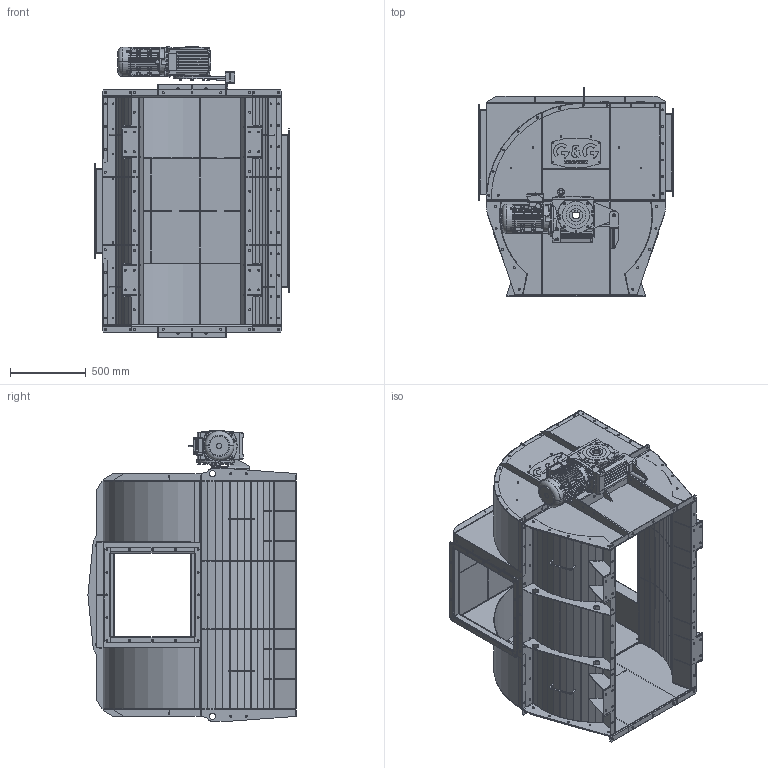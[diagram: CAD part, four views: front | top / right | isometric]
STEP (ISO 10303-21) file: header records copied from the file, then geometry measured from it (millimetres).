
FILE_DESCRIPTION (( 'STEP AP203' ), '1' );
FILE_NAME ('RS0009.STEP', '2023-11-29T08:16:50', ( '' ), ( '' ), 'SwSTEP 2.0', 'SolidWorks 2022', '' );
FILE_SCHEMA (( 'CONFIG_CONTROL_DESIGN' ));
Length unit declared in the file: millimetre
Products named in the file (49): RS-S163-15 - FLANGE_Výchozí; RS-S163-02 - COVER_Výchozí; PERO 18e7 x 11 x 200_Výchozí; RS-M002-16 - ASSY COVER; RS-S166-01 - SIDE_Výchozí; RS-S166-00 - WLDM SIDE; SK32100AZD-100LPTF (2)_Výchozí; RS-S163-10 - STRIP_Výchozí; NUT WELD - NW_M8; RS-S163-12 - STRIP_Výchozí; RS-S164-11 - FLANGE_Výchozí; SK32100AZD-100LPTF_Výchozí; RU-D001-93 - PLACKA LOGO XM_NEREZ; RS-S103-00 - WLDM ANCHOR 125_Výchozí; RS-S163-08 - COVER-MIRR_Výchozí; RS-S157-01 - COVER_Výchozí; RS-S167-04 - SUPPORT_Výchozí; RS-S156-03 - STRIP_Výchozí; RS-S163-00 - WLDM COVER; RS-S161-00 - WLDM FRONT; RS-S156-01 - COVER_Výchozí; RS-S156-00 - WLDM SIDE COVER_Výchozí; RS-S163-04 - COVER_Výchozí; RS-S156-02 - STRIP_Výchozí; RS-S163-14 - FLANGE_Výchozí; RS-S103-03 - STRIP_Výchozí; RS-S103-01 - ANGLE_Výchozí; RS-S103-02 - STRIP_Výchozí; RS-S167-02 - FLANGE_Výchozí; RS-S161-05 - REINFORCEMENT_Výchozí; RS-S167-00 - WLDM SIDE; CV-S004-02 - HANDLE RO_Výchozí; RS-S167-01 - SIDE_Výchozí; SK32100AZD-100LPTF (1)_Výchozí; RS-S163-09 - STRIP_Výchozí; RS-S163-01 - COVER_Výchozí; RS-S161-02 - REINFORCEMENT_Výchozí; RS-S167-03 - STRIP_Výchozí; RS-S163-03 - FLANGE_Výchozí; RS-S163-11 - STRIP_Výchozí ...
Assembly tree (81 placements, depth 5):
  RS0009
    RSGG-100-15_Výchozí
      RS-S167-00 - WLDM SIDE
        RS-S167-01 - SIDE_Výchozí
        RS-S167-02 - FLANGE_Výchozí  x2
        CV-S004-02 - HANDLE RO_Výchozí  x2
        RS-S167-03 - STRIP_Výchozí  x4
        RS-S167-04 - SUPPORT_Výchozí  x2
      RS-S166-00 - WLDM SIDE
        RS-S166-01 - SIDE_Výchozí
        RS-S167-02 - FLANGE_Výchozí  x2
        CV-S004-02 - HANDLE RO_Výchozí  x2
        RS-S167-03 - STRIP_Výchozí  x4
        RS-S167-04 - SUPPORT_Výchozí  x2
      RS-S161-00 - WLDM FRONT  x2
        RS-S161-01 - FRONT_Výchozí
        RS-S161-02 - REINFORCEMENT_Výchozí
        RS-S161-03 - BEARING SUPPORT_Výchozí
        RS-S161-05 - REINFORCEMENT_Výchozí
        NUT WELD - NW_M8
      RS-M002-16 - ASSY COVER
        RS-S163-00 - WLDM COVER
          RS-S163-01 - COVER_Výchozí
          RS-S163-02 - COVER_Výchozí  x2
          RS-S163-03 - FLANGE_Výchozí  x2
          RS-S163-04 - COVER_Výchozí
          RS-S163-14 - FLANGE_Výchozí  x2
          RS-S163-15 - FLANGE_Výchozí  x2
          RS-S163-08 - COVER-MIRR_Výchozí
          RS-S163-09 - STRIP_Výchozí
          RS-S163-12 - STRIP_Výchozí
          RS-S163-10 - STRIP_Výchozí  x3
          RS-S163-11 - STRIP_Výchozí
        RS-S164-00 - WLDM COVER
          RS-S164-03 - COVER_Výchozí
          RS-S164-10 - FLANGE_Výchozí  x2
          RS-S164-11 - FLANGE_Výchozí  x2
        RS-S156-00 - WLDM SIDE COVER_Výchozí
          RS-S156-01 - COVER_Výchozí
          RS-S156-02 - STRIP_Výchozí
          RS-S156-03 - STRIP_Výchozí
          RS-S156-04 - STRIP_Výchozí
        RS-S157-00 - WLDM SIDE COVER_Výchozí
          RS-S157-01 - COVER_Výchozí
          RS-S156-02 - STRIP_Výchozí
          RS-S156-03 - STRIP_Výchozí
          RS-S156-04 - STRIP_Výchozí
      PERO 18e7 x 11 x 200_Výchozí
      RU-D001-93 - PLACKA LOGO XM_NEREZ  x2
      SK32100AZD-100LPTF_Výchozí
        SK32100AZD-100LPTF (1)_Výchozí
        SK32100AZD-100LPTF (2)_Výchozí
      RS-S103-00 - WLDM ANCHOR 125_Výchozí
        RS-S103-01 - ANGLE_Výchozí
        RS-S103-02 - STRIP_Výchozí
        RS-S103-03 - STRIP_Výchozí
Bounding box: 1279.8 x 1369.89 x 1915.9 mm (x, y, z)
Volume: 55016776.4 mm3; surface area: 22669679.8 mm2
Topology: 84 solids, 107 shells, 4951 faces, 13094 edges, 8389 vertices
Faces by surface type: plane 2684, cylinder 1635, cone 445, bspline 99, torus 86, sphere 2
Entity records: 136334 total; most frequent: CARTESIAN_POINT 30534, ORIENTED_EDGE 20968, DIRECTION 20839, EDGE_CURVE 10484, AXIS2_PLACEMENT_3D 7440, VERTEX_POINT 6715, LINE 5959, VECTOR 5959
